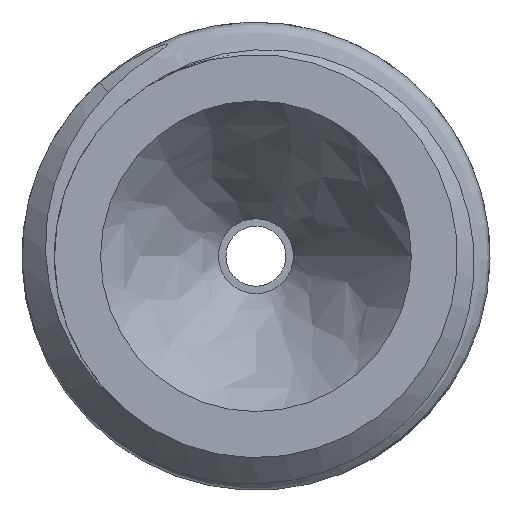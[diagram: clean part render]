
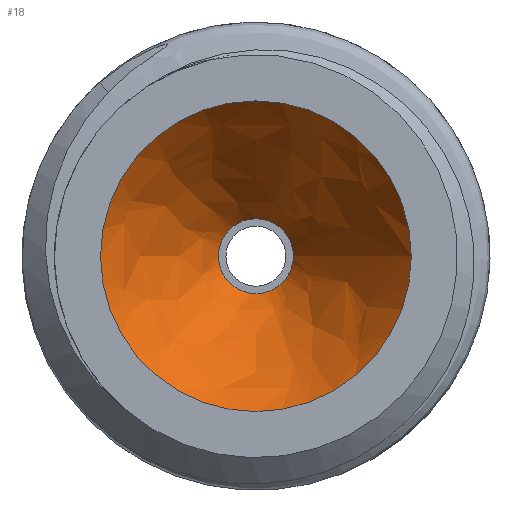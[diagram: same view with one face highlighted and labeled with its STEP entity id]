
A CAD part, front view. The second image highlights one B-rep face of the part: STEP entity #18.
In plain terms, the highlighted free-form (B-spline) face has degree [2, 3] with [9, 4] control points.
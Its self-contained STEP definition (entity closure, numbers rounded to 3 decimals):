
#18=ADVANCED_FACE('',(#40),#341,.T.);
#40=FACE_OUTER_BOUND('',#62,.T.);
#62=EDGE_LOOP('',(#88,#89,#90,#91));
#88=ORIENTED_EDGE('',*,*,#190,.F.);
#89=ORIENTED_EDGE('',*,*,#188,.T.);
#90=ORIENTED_EDGE('',*,*,#189,.F.);
#91=ORIENTED_EDGE('',*,*,#188,.F.);
#188=EDGE_CURVE('',#296,#297,#284,.T.);
#189=EDGE_CURVE('',#297,#297,#268,.T.);
#190=EDGE_CURVE('',#296,#296,#269,.T.);
#268=CIRCLE('',#446,3.25);
#269=CIRCLE('',#447,13.476);
#284=(
BOUNDED_CURVE()
B_SPLINE_CURVE(3,(#3045,#3046,#3047,#3048),.UNSPECIFIED.,.F.,.F.)
B_SPLINE_CURVE_WITH_KNOTS((4,4),(0.,20.836),.UNSPECIFIED.)
CURVE()
GEOMETRIC_REPRESENTATION_ITEM()
RATIONAL_B_SPLINE_CURVE((1.,1.,1.,1.))
REPRESENTATION_ITEM('')
);
#296=VERTEX_POINT('',#3013);
#297=VERTEX_POINT('',#3014);
#341=(
BOUNDED_SURFACE()
B_SPLINE_SURFACE(2,3,((#511,#512,#513,#514),(#515,#516,#517,#518),(#519,
#520,#521,#522),(#523,#524,#525,#526),(#527,#528,#529,#530),(#531,#532,
#533,#534),(#535,#536,#537,#538),(#539,#540,#541,#542),(#543,#544,#545,
#546)),.UNSPECIFIED.,.T.,.F.,.F.)
B_SPLINE_SURFACE_WITH_KNOTS((3,2,2,2,3),(4,4),(-107.806,-80.854,
-53.903,-26.951,0.),(0.,20.836),
 .UNSPECIFIED.)
GEOMETRIC_REPRESENTATION_ITEM()
RATIONAL_B_SPLINE_SURFACE(((1.,1.,1.,1.),(0.707,0.707,
0.707,0.707),(1.,1.,1.,1.),(0.707,0.707,
0.707,0.707),(1.,1.,1.,1.),(0.707,0.707,
0.707,0.707),(1.,1.,1.,1.),(0.707,0.707,
0.707,0.707),(1.,1.,1.,1.)))
REPRESENTATION_ITEM('')
SURFACE()
);
#446=AXIS2_PLACEMENT_3D($,#3049,#476,#477);
#447=AXIS2_PLACEMENT_3D($,#3050,#478,#479);
#476=DIRECTION('',(0.,-1.,0.));
#477=DIRECTION('',(1.,0.,0.));
#478=DIRECTION('',(0.,1.,0.));
#479=DIRECTION('',(1.,0.,0.));
#511=CARTESIAN_POINT('',(13.476,24.827,56.));
#512=CARTESIAN_POINT('',(10.067,29.827,56.));
#513=CARTESIAN_POINT('',(6.659,34.827,56.));
#514=CARTESIAN_POINT('',(3.25,39.827,56.));
#515=CARTESIAN_POINT('',(13.476,24.827,69.476));
#516=CARTESIAN_POINT('',(10.067,29.827,66.067));
#517=CARTESIAN_POINT('',(6.659,34.827,62.659));
#518=CARTESIAN_POINT('',(3.25,39.827,59.25));
#519=CARTESIAN_POINT('',(0.,24.827,69.476));
#520=CARTESIAN_POINT('',(0.,29.827,66.067));
#521=CARTESIAN_POINT('',(0.,34.827,62.659));
#522=CARTESIAN_POINT('',(0.,39.827,59.25));
#523=CARTESIAN_POINT('',(-13.476,24.827,69.476));
#524=CARTESIAN_POINT('',(-10.067,29.827,66.067));
#525=CARTESIAN_POINT('',(-6.659,34.827,62.659));
#526=CARTESIAN_POINT('',(-3.25,39.827,59.25));
#527=CARTESIAN_POINT('',(-13.476,24.827,56.));
#528=CARTESIAN_POINT('',(-10.067,29.827,56.));
#529=CARTESIAN_POINT('',(-6.659,34.827,56.));
#530=CARTESIAN_POINT('',(-3.25,39.827,56.));
#531=CARTESIAN_POINT('',(-13.476,24.827,42.524));
#532=CARTESIAN_POINT('',(-10.067,29.827,45.933));
#533=CARTESIAN_POINT('',(-6.659,34.827,49.341));
#534=CARTESIAN_POINT('',(-3.25,39.827,52.75));
#535=CARTESIAN_POINT('',(0.,24.827,42.524));
#536=CARTESIAN_POINT('',(0.,29.827,45.933));
#537=CARTESIAN_POINT('',(0.,34.827,49.341));
#538=CARTESIAN_POINT('',(0.,39.827,52.75));
#539=CARTESIAN_POINT('',(13.476,24.827,42.524));
#540=CARTESIAN_POINT('',(10.067,29.827,45.933));
#541=CARTESIAN_POINT('',(6.659,34.827,49.341));
#542=CARTESIAN_POINT('',(3.25,39.827,52.75));
#543=CARTESIAN_POINT('',(13.476,24.827,56.));
#544=CARTESIAN_POINT('',(10.067,29.827,56.));
#545=CARTESIAN_POINT('',(6.659,34.827,56.));
#546=CARTESIAN_POINT('',(3.25,39.827,56.));
#3013=CARTESIAN_POINT('',(13.476,24.827,56.));
#3014=CARTESIAN_POINT('',(3.25,39.827,56.));
#3045=CARTESIAN_POINT('',(13.476,24.827,56.));
#3046=CARTESIAN_POINT('',(10.067,29.827,56.));
#3047=CARTESIAN_POINT('',(6.659,34.827,56.));
#3048=CARTESIAN_POINT('',(3.25,39.827,56.));
#3049=CARTESIAN_POINT('',(0.,39.827,56.));
#3050=CARTESIAN_POINT('',(0.,24.827,56.));
